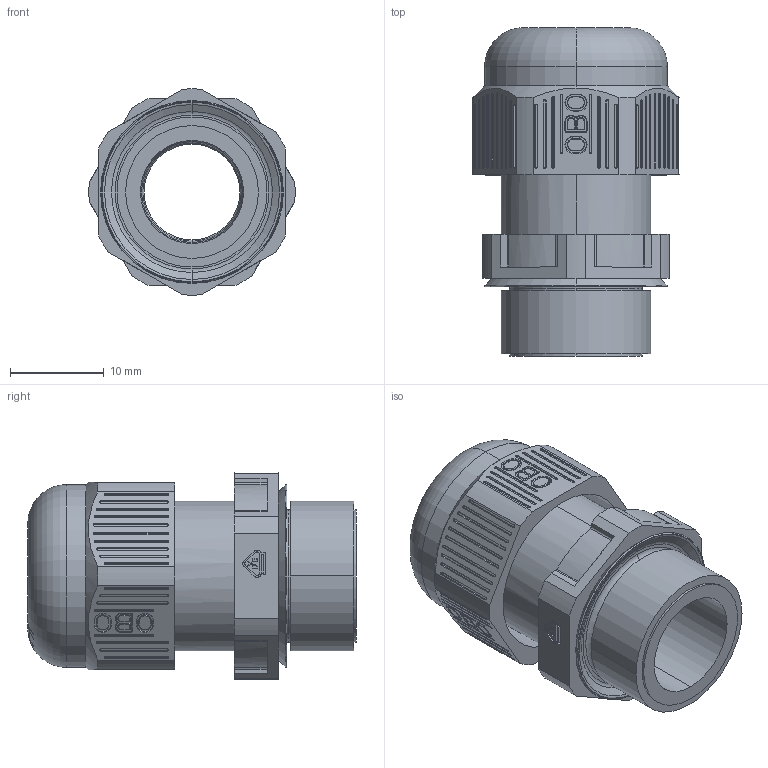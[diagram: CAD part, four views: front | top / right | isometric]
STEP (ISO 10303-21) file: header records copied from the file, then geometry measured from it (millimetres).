
FILE_DESCRIPTION((''),'2;1');
FILE_NAME('2022845_ASM','2013-10-29T',('AndreasKeweloh'),(''),'PRO/ENGINEER BY PARAMETRIC TECHNOLOGY CORPORATION, 2012360','PRO/ENGINEER BY PARAMETRIC TECHNOLOGY CORPORATION, 2012360','');
FILE_SCHEMA(('CONFIG_CONTROL_DESIGN'));
Length unit declared in the file: millimetre
Products named in the file (3): ZWISCHENSTUTZEN-M16; HUTMUTTER_M16; 2022845_ASM
Assembly tree (2 placements, depth 2):
  2022845_ASM
    ZWISCHENSTUTZEN-M16
    HUTMUTTER_M16
Bounding box: 21.99 x 35.04 x 21.99 mm (x, y, z)
Volume: 4942.5 mm3; surface area: 5638.9 mm2
Topology: 2 solids, 2 shells, 1097 faces, 2922 edges, 1910 vertices
Faces by surface type: plane 702, cone 194, cylinder 123, torus 48, sphere 20, bspline 10
Entity records: 35175 total; most frequent: CARTESIAN_POINT 8071, ORIENTED_EDGE 5804, DIRECTION 5337, EDGE_CURVE 2902, VERTEX_POINT 1910, VECTOR 1825, LINE 1825, AXIS2_PLACEMENT_3D 1756
